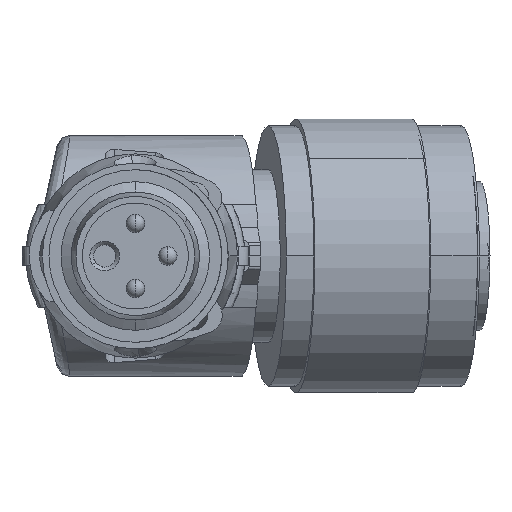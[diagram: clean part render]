
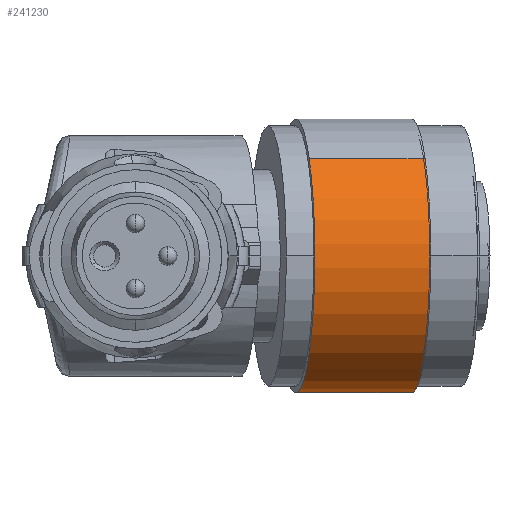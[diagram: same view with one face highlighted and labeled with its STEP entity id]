
A CAD part, left-side view. The second image highlights one B-rep face of the part: STEP entity #241230.
In plain terms, the highlighted cylindrical face has radius 7.4 mm (diameter 14.8 mm), a partial arc.
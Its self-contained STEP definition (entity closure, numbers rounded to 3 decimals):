
#71690=CARTESIAN_POINT('',(20.483,-174.847,
16.098));
#71700=DIRECTION('',(0.,-0.139,
-0.99));
#71710=DIRECTION('',(-0.707,0.7,
-0.098));
#71720=AXIS2_PLACEMENT_3D('',#71690,#71700,#71710);
#71730=CIRCLE('',#71720,7.4);
#71740=CARTESIAN_POINT('',(15.25,-169.665,
15.37));
#71750=VERTEX_POINT('',#71740);
#71760=CARTESIAN_POINT('',(25.715,-180.028,
16.827));
#71770=VERTEX_POINT('',#71760);
#71780=EDGE_CURVE('',#71750,#71770,#71730,.T.);
#103420=CARTESIAN_POINT('',(20.483,-175.724,
9.86));
#103430=DIRECTION('',(0.,-0.139,
-0.99));
#103440=DIRECTION('',(-0.707,0.7,
-0.098));
#103450=AXIS2_PLACEMENT_3D('',#103420,#103430,#103440);
#103460=CIRCLE('',#103450,7.4);
#103470=CARTESIAN_POINT('',(15.25,-170.542,
9.131));
#103480=VERTEX_POINT('',#103470);
#103490=CARTESIAN_POINT('',(25.715,-180.905,
10.588));
#103500=VERTEX_POINT('',#103490);
#103510=EDGE_CURVE('',#103480,#103500,#103460,.T.);
#141720=CARTESIAN_POINT('',(20.483,-175.334,
12.632));
#141730=DIRECTION('',(0.,-0.139,
-0.99));
#141740=DIRECTION('',(-0.707,0.7,
-0.098));
#141750=AXIS2_PLACEMENT_3D('',#141720,#141730,#141740);
#141760=CYLINDRICAL_SURFACE('',#141750,7.4);
#141770=CARTESIAN_POINT('',(25.715,-180.516,
13.361));
#141780=DIRECTION('',(0.,-0.139,
-0.99));
#141790=VECTOR('',#141780,1.);
#141800=LINE('',#141770,#141790);
#141810=EDGE_CURVE('',#71770,#103500,#141800,.T.);
#141840=CARTESIAN_POINT('',(15.25,-170.152,
11.904));
#141850=DIRECTION('',(0.,-0.139,
-0.99));
#141860=VECTOR('',#141850,1.);
#141870=LINE('',#141840,#141860);
#141880=EDGE_CURVE('',#71750,#103480,#141870,.T.);
#241170=ORIENTED_EDGE('',*,*,#71780,.T.);
#241180=ORIENTED_EDGE('',*,*,#141880,.F.);
#241190=ORIENTED_EDGE('',*,*,#103510,.F.);
#241200=ORIENTED_EDGE('',*,*,#141810,.T.);
#241210=EDGE_LOOP('',(#241200,#241190,#241180,#241170));
#241220=FACE_OUTER_BOUND('',#241210,.T.);
#241230=ADVANCED_FACE('',(#241220),#141760,.T.);
